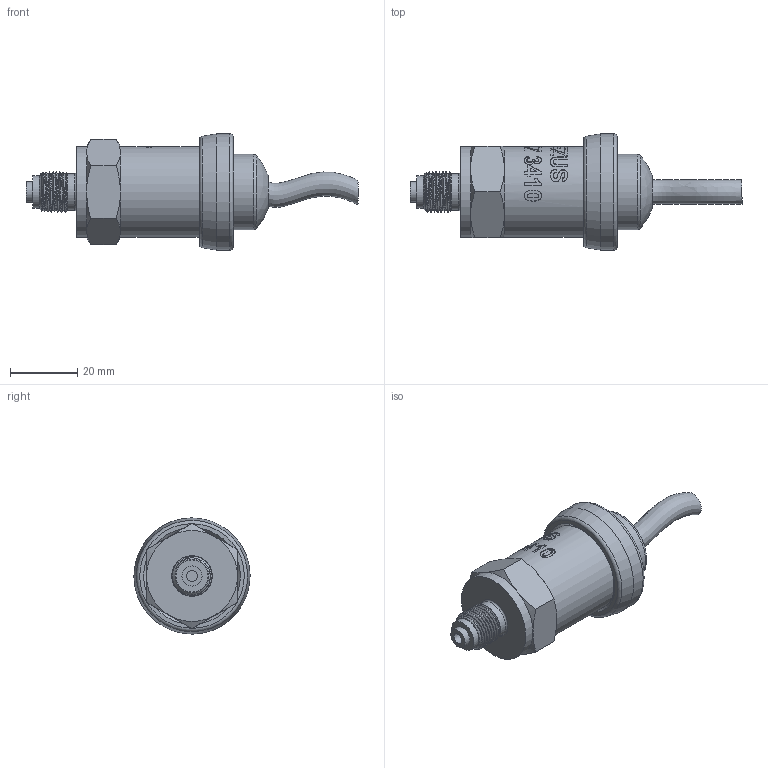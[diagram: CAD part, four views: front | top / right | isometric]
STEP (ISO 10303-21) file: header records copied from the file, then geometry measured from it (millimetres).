
FILE_DESCRIPTION(/* description */ (''),/* implementation_level */ '2;1');
FILE_NAME(/* name */ 'APZ3410_9_StainlessSteelCableGland.step',/* time_stamp */ '2021-06-17T12:51:43+03:00',/* author */ (''),/* organization */ (''),/* preprocessor_version */ 'ST-DEVELOPER v18.1',/* originating_system */ 'Autodesk Translation Framework v10.9.0.1377',/* authorisation */ '');
FILE_SCHEMA (('AUTOMOTIVE_DESIGN { 1 0 10303 214 3 1 1 }'));
Length unit declared in the file: millimetre
Products named in the file (6): APZ3410_x_y; Stainless steel cable gland assembly v4; wire; Stainless steel cable gland v2; Stainless steel cable gland nut v3; M12x1 EN
Assembly tree (5 placements, depth 3):
  APZ3410_x_y
    Stainless steel cable gland assembly v4
      wire
      Stainless steel cable gland v2
      Stainless steel cable gland nut v3
    M12x1 EN
Bounding box: 98.52 x 34.5 x 34.5 mm (x, y, z)
Volume: 35753.7 mm3; surface area: 12455.9 mm2
Topology: 4 solids, 4 shells, 363 faces, 957 edges, 631 vertices
Faces by surface type: bspline 224, cylinder 71, plane 37, cone 22, torus 8, sphere 1
Full cylindrical faces by diameter (mm): 3.3 x1, 6 x1, 7.2 x1, 9.5 x1, 10.741 x6, 11 x1, 11.884 x6, 13 x1, 21.4 x1, 22.3 x2, 24.5 x1, 25.132 x4, 25.526 x2, 26.85 x3, 27 x2, 27.208 x3, 27.7 x1, 34.5 x1
Entity records: 19908 total; most frequent: CARTESIAN_POINT 12427, ORIENTED_EDGE 1914, EDGE_CURVE 957, DIRECTION 807, VERTEX_POINT 631, B_SPLINE_CURVE_WITH_KNOTS 526, EDGE_LOOP 396, FACE_OUTER_BOUND 363
